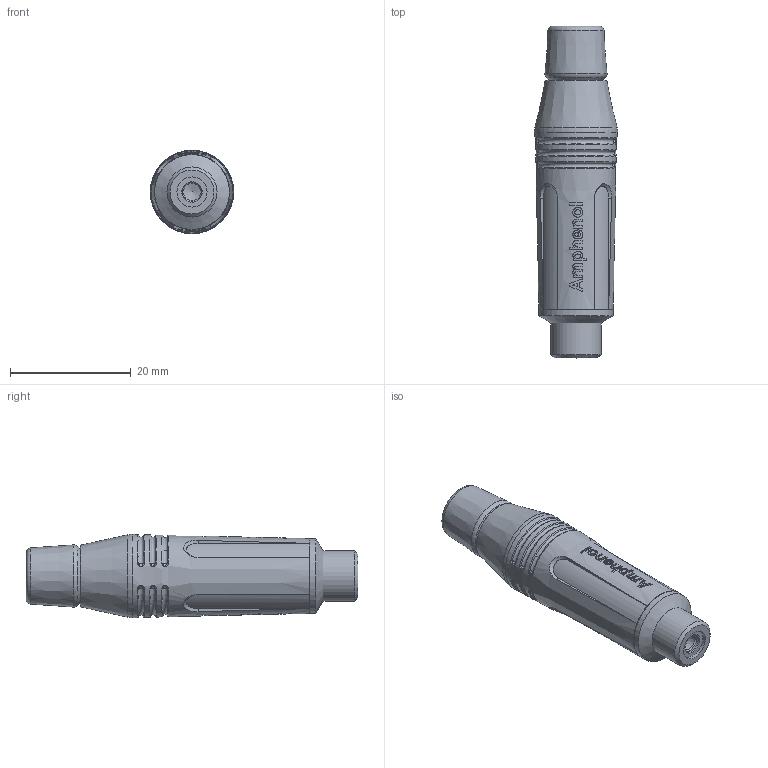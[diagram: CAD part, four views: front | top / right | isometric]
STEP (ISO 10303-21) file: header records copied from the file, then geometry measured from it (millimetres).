
FILE_DESCRIPTION(/* description */ (''),/* implementation_level */ '2;1');
FILE_NAME(/* name */ 'ACJR-BLK.stp',/* time_stamp */ '2020-09-30T16:35:51+10:00',/* author */ ('minh'),/* organization */ (''),/* preprocessor_version */ 'ST-DEVELOPER v18.1',/* originating_system */ 'Autodesk Inventor 2021',/* authorisation */ '');
FILE_SCHEMA (('AUTOMOTIVE_DESIGN { 1 0 10303 214 3 1 1 }'));
Length unit declared in the file: millimetre
Products named in the file (11): ACJR-BLK; 50310025130111B; 50300095131111B; 51270022531111; 50300067021112; 51270033531111; 50300097131111B; 51270016531110; ShellNutAssy; 0.25Shell; 0.25Grommet
Assembly tree (10 placements, depth 3):
  ACJR-BLK
    50310025130111B
      50300095131111B
      51270022531111
      50300067021112
      51270033531111
      50300097131111B
    51270016531110
    ShellNutAssy
      0.25Shell
      0.25Grommet
Bounding box: 13.8 x 55 x 13.8 mm (x, y, z)
Volume: 3183.7 mm3; surface area: 7785.2 mm2
Topology: 8 solids, 8 shells, 505 faces, 1346 edges, 886 vertices
Faces by surface type: plane 209, bspline 124, cylinder 73, cone 57, torus 30, sphere 12
Full cylindrical faces by diameter (mm): 2.4 x1, 3.2 x1, 3.4 x1, 4 x4, 4.6 x1, 5 x1, 5.3 x1, 5.4 x2, 7.2 x1, 7.3 x1, 7.4 x1, 7.9 x1, 8 x1, 8.2 x1, 8.29 x1, 8.4 x1, 8.6 x1, 9 x2, 9.5 x1, 10.3 x1, 10.8 x1, 11 x1, 12.4 x1
Entity records: 21377 total; most frequent: CARTESIAN_POINT 8868, ORIENTED_EDGE 2688, DIRECTION 2323, EDGE_CURVE 1344, AXIS2_PLACEMENT_3D 887, VERTEX_POINT 886, EDGE_LOOP 558, LINE 549
